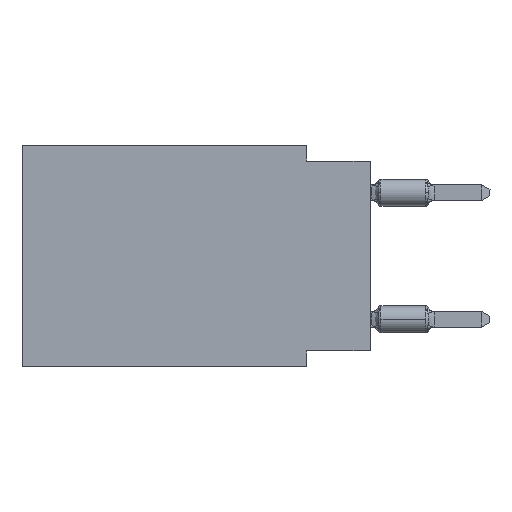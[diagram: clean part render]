
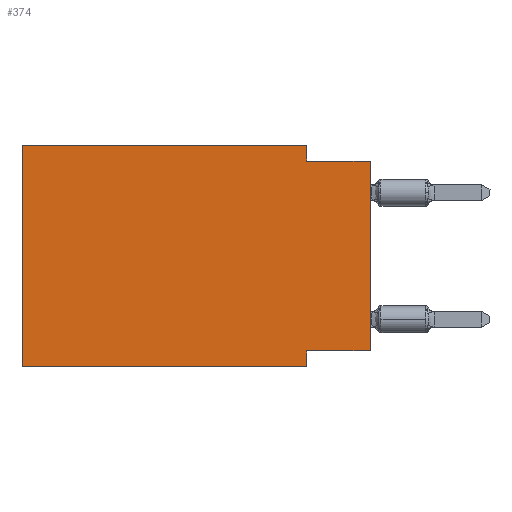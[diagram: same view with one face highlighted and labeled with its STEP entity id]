
A CAD part, left-side view. The second image highlights one B-rep face of the part: STEP entity #374.
In plain terms, the highlighted planar face has unit normal (-1, 0, 0).
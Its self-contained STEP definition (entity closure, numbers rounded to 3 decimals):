
#165 = LINE ( 'NONE', #7324, #6050 ) ;
#374 = ADVANCED_FACE ( 'NONE', ( #8779 ), #2880, .F. ) ;
#878 = DIRECTION ( 'NONE',  ( 0., -1., 0. ) ) ;
#2865 = DIRECTION ( 'NONE',  ( 0., 0., 1. ) ) ;
#2880 = PLANE ( 'NONE',  #9457 ) ;
#3410 = ORIENTED_EDGE ( 'NONE', *, *, #5062, .T. ) ;
#3454 = LINE ( 'NONE', #9337, #9089 ) ;
#3803 = VECTOR ( 'NONE', #14902, 1000. ) ;
#3960 = VERTEX_POINT ( 'NONE', #4669 ) ;
#4088 = VERTEX_POINT ( 'NONE', #14680 ) ;
#4302 = VECTOR ( 'NONE', #12032, 1000. ) ;
#4669 = CARTESIAN_POINT ( 'NONE',  ( 0., 13.97, 0. ) ) ;
#4774 = CARTESIAN_POINT ( 'NONE',  ( 0., 2.54, -0.635 ) ) ;
#4788 = VERTEX_POINT ( 'NONE', #4774 ) ;
#4958 = CARTESIAN_POINT ( 'NONE',  ( 0., 13.97, 0. ) ) ;
#5062 = EDGE_CURVE ( 'NONE', #15136, #11940, #3454, .T. ) ;
#5157 = CARTESIAN_POINT ( 'NONE',  ( 0., 13.97, 0. ) ) ;
#5323 = VERTEX_POINT ( 'NONE', #10933 ) ;
#5364 = CARTESIAN_POINT ( 'NONE',  ( 0., 2.54, -8.89 ) ) ;
#6042 = VECTOR ( 'NONE', #7498, 1000. ) ;
#6050 = VECTOR ( 'NONE', #9928, 1000. ) ;
#6073 = VERTEX_POINT ( 'NONE', #13914 ) ;
#6096 = DIRECTION ( 'NONE',  ( 0., -1., 0. ) ) ;
#6398 = CARTESIAN_POINT ( 'NONE',  ( 0., 0., 0. ) ) ;
#6816 = ORIENTED_EDGE ( 'NONE', *, *, #8935, .F. ) ;
#7068 = ORIENTED_EDGE ( 'NONE', *, *, #9848, .F. ) ;
#7324 = CARTESIAN_POINT ( 'NONE',  ( 0., 0., -8.255 ) ) ;
#7364 = DIRECTION ( 'NONE',  ( 0., 0., 1. ) ) ;
#7498 = DIRECTION ( 'NONE',  ( 0., 0., -1. ) ) ;
#7714 = ORIENTED_EDGE ( 'NONE', *, *, #11321, .F. ) ;
#8124 = ORIENTED_EDGE ( 'NONE', *, *, #10644, .F. ) ;
#8309 = EDGE_CURVE ( 'NONE', #5323, #4788, #9660, .T. ) ;
#8547 = DIRECTION ( 'NONE',  ( 1., 0., 0. ) ) ;
#8779 = FACE_OUTER_BOUND ( 'NONE', #10847, .T. ) ;
#8935 = EDGE_CURVE ( 'NONE', #3960, #5323, #13898, .T. ) ;
#9089 = VECTOR ( 'NONE', #878, 1000. ) ;
#9337 = CARTESIAN_POINT ( 'NONE',  ( 0., 13.97, -8.89 ) ) ;
#9457 = AXIS2_PLACEMENT_3D ( 'NONE', #4958, #8547, #13444 ) ;
#9491 = EDGE_CURVE ( 'NONE', #4088, #11940, #13313, .T. ) ;
#9660 = LINE ( 'NONE', #14325, #4302 ) ;
#9848 = EDGE_CURVE ( 'NONE', #13109, #4088, #165, .T. ) ;
#9928 = DIRECTION ( 'NONE',  ( 0., 1., 0. ) ) ;
#10644 = EDGE_CURVE ( 'NONE', #15136, #3960, #14326, .T. ) ;
#10672 = LINE ( 'NONE', #13968, #11468 ) ;
#10847 = EDGE_LOOP ( 'NONE', ( #12584, #7714, #15156, #6816, #8124, #3410, #11450, #7068 ) ) ;
#10933 = CARTESIAN_POINT ( 'NONE',  ( 0., 2.54, 0. ) ) ;
#11321 = EDGE_CURVE ( 'NONE', #4788, #6073, #10672, .T. ) ;
#11432 = EDGE_CURVE ( 'NONE', #13109, #6073, #12204, .T. ) ;
#11450 = ORIENTED_EDGE ( 'NONE', *, *, #9491, .F. ) ;
#11468 = VECTOR ( 'NONE', #6096, 1000. ) ;
#11940 = VERTEX_POINT ( 'NONE', #14782 ) ;
#12032 = DIRECTION ( 'NONE',  ( 0., 0., -1. ) ) ;
#12204 = LINE ( 'NONE', #6398, #14655 ) ;
#12422 = VECTOR ( 'NONE', #7364, 1000. ) ;
#12584 = ORIENTED_EDGE ( 'NONE', *, *, #11432, .T. ) ;
#13109 = VERTEX_POINT ( 'NONE', #14176 ) ;
#13313 = LINE ( 'NONE', #5364, #6042 ) ;
#13444 = DIRECTION ( 'NONE',  ( 0., 0., -1. ) ) ;
#13528 = CARTESIAN_POINT ( 'NONE',  ( 0., 13.97, -8.89 ) ) ;
#13828 = CARTESIAN_POINT ( 'NONE',  ( 0., 13.97, 0. ) ) ;
#13898 = LINE ( 'NONE', #13828, #3803 ) ;
#13914 = CARTESIAN_POINT ( 'NONE',  ( 0., 0., -0.635 ) ) ;
#13968 = CARTESIAN_POINT ( 'NONE',  ( 0., 0., -0.635 ) ) ;
#14176 = CARTESIAN_POINT ( 'NONE',  ( 0., 0., -8.255 ) ) ;
#14325 = CARTESIAN_POINT ( 'NONE',  ( 0., 2.54, 0. ) ) ;
#14326 = LINE ( 'NONE', #5157, #12422 ) ;
#14655 = VECTOR ( 'NONE', #2865, 1000. ) ;
#14680 = CARTESIAN_POINT ( 'NONE',  ( 0., 2.54, -8.255 ) ) ;
#14782 = CARTESIAN_POINT ( 'NONE',  ( 0., 2.54, -8.89 ) ) ;
#14902 = DIRECTION ( 'NONE',  ( 0., -1., 0. ) ) ;
#15136 = VERTEX_POINT ( 'NONE', #13528 ) ;
#15156 = ORIENTED_EDGE ( 'NONE', *, *, #8309, .F. ) ;
